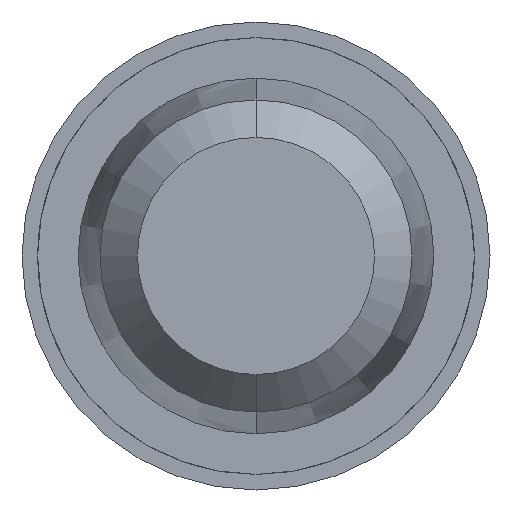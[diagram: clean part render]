
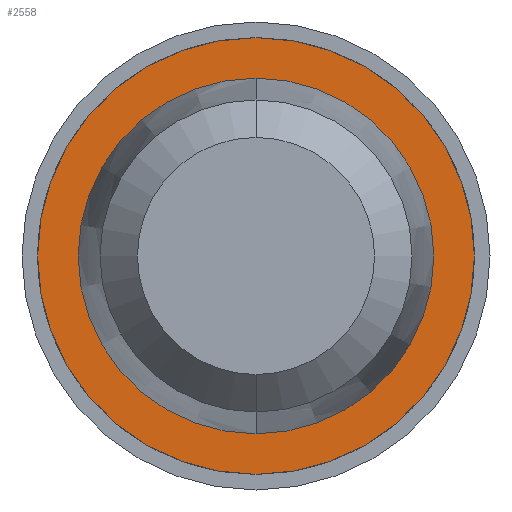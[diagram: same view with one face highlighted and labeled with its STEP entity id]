
A CAD part, front view. The second image highlights one B-rep face of the part: STEP entity #2558.
In plain terms, the highlighted planar face has unit normal (0, -1, 0).
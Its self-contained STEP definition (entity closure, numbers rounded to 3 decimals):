
#112 = CARTESIAN_POINT ( 'NONE',  ( 0., 26., 0. ) ) ;
#177 = PLANE ( 'NONE',  #623 ) ;
#260 = AXIS2_PLACEMENT_3D ( 'NONE', #1518, #3656, #1798 ) ;
#397 = EDGE_CURVE ( 'Defeature ausgef�hrt1_15+Defeature ausgef�hrt1_16+Defeature ausgef�hrt1_16+Defeature ausgef�hrt1_16', #1990, #415, #1450, .T. ) ;
#415 = VERTEX_POINT ( 'NONE', #1469 ) ;
#422 = DIRECTION ( 'NONE',  ( 0., 0., -1. ) ) ;
#623 = AXIS2_PLACEMENT_3D ( 'NONE', #2395, #3750, #3994 ) ;
#860 = EDGE_LOOP ( 'NONE', ( #1005, #1507 ) ) ;
#870 = DIRECTION ( 'NONE',  ( 0., 0., -1. ) ) ;
#1005 = ORIENTED_EDGE ( 'NONE', *, *, #2762, .F. ) ;
#1049 = CARTESIAN_POINT ( 'NONE',  ( 0., 26., -0.57 ) ) ;
#1144 = DIRECTION ( 'NONE',  ( 0., -1., 0. ) ) ;
#1158 = AXIS2_PLACEMENT_3D ( 'NONE', #2454, #1218, #870 ) ;
#1218 = DIRECTION ( 'NONE',  ( 0., -1., 0. ) ) ;
#1450 = CIRCLE ( 'NONE', #1158, 0.7 ) ;
#1469 = CARTESIAN_POINT ( 'NONE',  ( 0., 26., 0.7 ) ) ;
#1503 = CARTESIAN_POINT ( 'NONE',  ( 0., 26., 0.57 ) ) ;
#1507 = ORIENTED_EDGE ( 'NONE', *, *, #1848, .F. ) ;
#1518 = CARTESIAN_POINT ( 'NONE',  ( 0., 26., 0. ) ) ;
#1798 = DIRECTION ( 'NONE',  ( 0., 0., -1. ) ) ;
#1812 = VERTEX_POINT ( 'NONE', #1503 ) ;
#1848 = EDGE_CURVE ( 'Defeature ausgef�hrt1_14+Defeature ausgef�hrt1_15+Defeature ausgef�hrt1_15+Defeature ausgef�hrt1_15', #2622, #1812, #3827, .T. ) ;
#1942 = ORIENTED_EDGE ( 'NONE', *, *, #3414, .T. ) ;
#1990 = VERTEX_POINT ( 'NONE', #2469 ) ;
#2215 = AXIS2_PLACEMENT_3D ( 'NONE', #3937, #1144, #3629 ) ;
#2328 = DIRECTION ( 'NONE',  ( 0., -1., 0. ) ) ;
#2350 = FACE_BOUND ( 'NONE', #860, .T. ) ;
#2395 = CARTESIAN_POINT ( 'NONE',  ( 0.57, 26., 0. ) ) ;
#2454 = CARTESIAN_POINT ( 'NONE',  ( 0., 26., 0. ) ) ;
#2469 = CARTESIAN_POINT ( 'NONE',  ( 0., 26., -0.7 ) ) ;
#2503 = ORIENTED_EDGE ( 'NONE', *, *, #397, .T. ) ;
#2558 = ADVANCED_FACE ( 'Defeature ausgef�hrt1_15', ( #2647, #2350 ), #177, .T. ) ;
#2622 = VERTEX_POINT ( 'NONE', #1049 ) ;
#2647 = FACE_OUTER_BOUND ( 'NONE', #2828, .T. ) ;
#2762 = EDGE_CURVE ( 'Defeature ausgef�hrt1_14+Defeature ausgef�hrt1_15+Defeature ausgef�hrt1_15+Defeature ausgef�hrt1_15', #1812, #2622, #4009, .T. ) ;
#2828 = EDGE_LOOP ( 'NONE', ( #2503, #1942 ) ) ;
#3414 = EDGE_CURVE ( 'Defeature ausgef�hrt1_15+Defeature ausgef�hrt1_16+Defeature ausgef�hrt1_16+Defeature ausgef�hrt1_16', #415, #1990, #3681, .T. ) ;
#3629 = DIRECTION ( 'NONE',  ( 0., 0., -1. ) ) ;
#3656 = DIRECTION ( 'NONE',  ( 0., -1., 0. ) ) ;
#3664 = AXIS2_PLACEMENT_3D ( 'NONE', #112, #2328, #422 ) ;
#3681 = CIRCLE ( 'NONE', #3664, 0.7 ) ;
#3750 = DIRECTION ( 'NONE',  ( 0., -1., 0. ) ) ;
#3827 = CIRCLE ( 'NONE', #260, 0.57 ) ;
#3937 = CARTESIAN_POINT ( 'NONE',  ( 0., 26., 0. ) ) ;
#3994 = DIRECTION ( 'NONE',  ( 0., 0., -1. ) ) ;
#4009 = CIRCLE ( 'NONE', #2215, 0.57 ) ;
